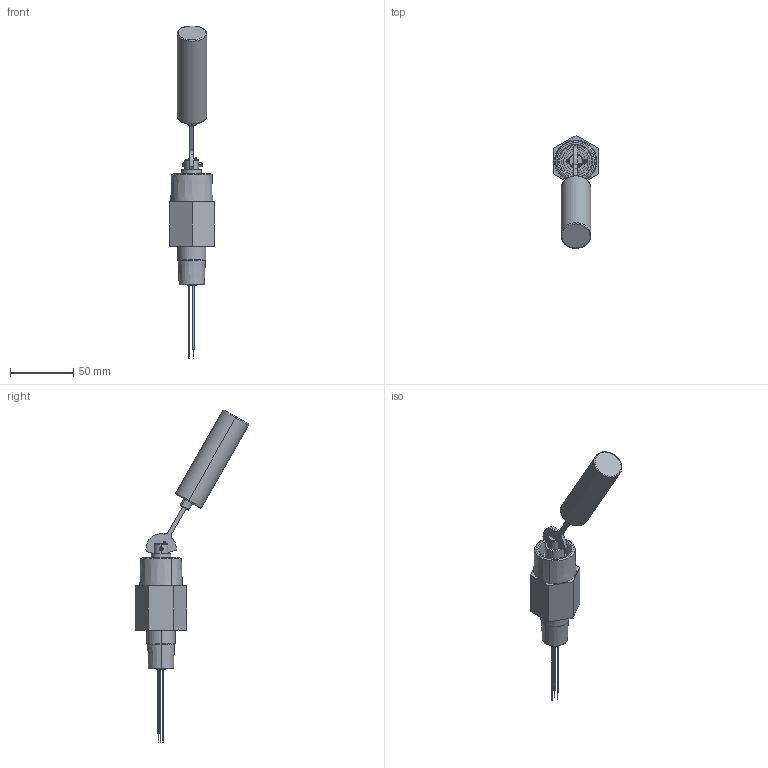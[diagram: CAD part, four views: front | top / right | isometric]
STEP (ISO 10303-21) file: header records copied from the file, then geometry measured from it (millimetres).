
FILE_DESCRIPTION (( 'STEP AP214' ), '1' );
FILE_NAME ('ADM4190-BU nc coord fxt.STEP', '2022-03-22T19:21:53', ( '' ), ( '' ), 'SwSTEP 2.0', 'SolidWorks 2021', '' );
FILE_SCHEMA (( 'AUTOMOTIVE_DESIGN' ));
Length unit declared in the file: inch
Products named in the file (1): ADM4190-BU nc coord fxt
Bounding box: 34.92 x 89.3 x 261.62 mm (x, y, z)
Volume: 83016.7 mm3; surface area: 35782.7 mm2
Topology: 15 solids, 15 shells, 387 faces, 997 edges, 649 vertices
Faces by surface type: plane 184, cylinder 146, cone 51, bspline 6
Entity records: 12287 total; most frequent: CARTESIAN_POINT 2615, ORIENTED_EDGE 1978, DIRECTION 1976, EDGE_CURVE 989, AXIS2_PLACEMENT_3D 741, VERTEX_POINT 649, VECTOR 494, LINE 494
